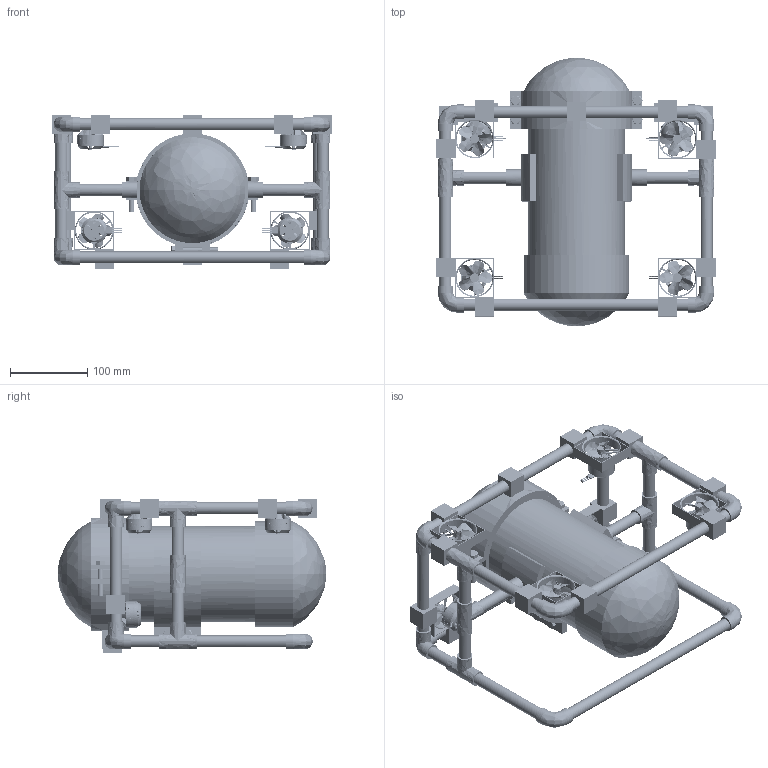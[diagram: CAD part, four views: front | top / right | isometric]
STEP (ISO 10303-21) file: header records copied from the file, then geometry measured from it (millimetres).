
FILE_DESCRIPTION(('FreeCAD Model'),'2;1');
FILE_NAME('Open CASCADE Shape Model','2025-05-03T22:25:38',('FreeCAD'),( 'FreeCAD'),'Open CASCADE STEP processor 7.6','FreeCAD','Unknown');
FILE_SCHEMA(('AUTOMOTIVE_DESIGN { 1 0 10303 214 1 1 1 1 }'));
Products named in the file (1): Open CASCADE STEP translator 7.6 1
Bounding box: 362.77 x 347.54 x 199.93 mm (x, y, z)
Volume: 2288679.7 mm3; surface area: 1004806.4 mm2
Topology: 97 solids, 97 shells, 6825 faces, 18662 edges, 12384 vertices
Faces by surface type: bspline 6825
Entity records: 353940 total; most frequent: CARTESIAN_POINT 242890, ORIENTED_EDGE 37324, EDGE_CURVE 18662, B_SPLINE_CURVE_WITH_KNOTS 15381, VERTEX_POINT 12384, FACE_BOUND 7622, EDGE_LOOP 7622, ADVANCED_FACE 6825
